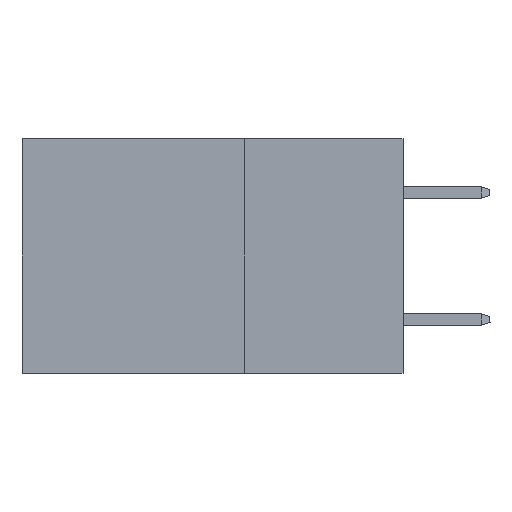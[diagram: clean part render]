
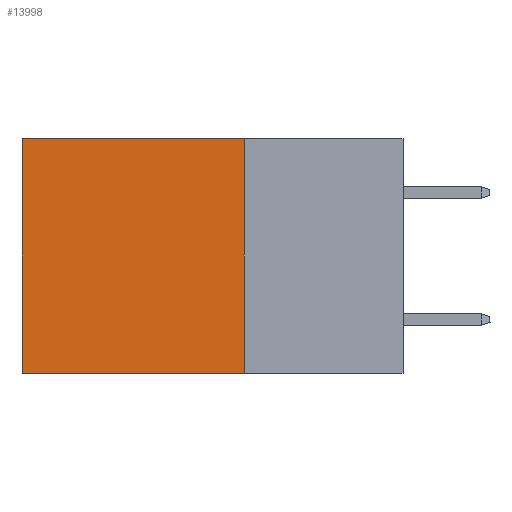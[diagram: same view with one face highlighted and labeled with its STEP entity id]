
A CAD part, left-side view. The second image highlights one B-rep face of the part: STEP entity #13998.
In plain terms, the highlighted planar face has unit normal (-1, 0, 0).
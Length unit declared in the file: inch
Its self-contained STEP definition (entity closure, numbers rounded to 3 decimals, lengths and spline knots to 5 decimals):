
#376 = CARTESIAN_POINT ( 'NONE',  ( 0.2875, 0.6, -0.37 ) ) ;
#453 = VECTOR ( 'NONE', #15916, 39.37008 ) ;
#457 = VERTEX_POINT ( 'NONE', #15493 ) ;
#543 = CARTESIAN_POINT ( 'NONE',  ( 0.2875, 0.25, -0.37 ) ) ;
#2830 = LINE ( 'NONE', #9542, #453 ) ;
#4175 = DIRECTION ( 'NONE',  ( 1., 0., 0. ) ) ;
#4649 = LINE ( 'NONE', #543, #16805 ) ;
#4828 = AXIS2_PLACEMENT_3D ( 'NONE', #9464, #4175, #14794 ) ;
#5260 = CARTESIAN_POINT ( 'NONE',  ( 0.2875, 0.6, 0. ) ) ;
#5691 = LINE ( 'NONE', #12207, #11328 ) ;
#6679 = ORIENTED_EDGE ( 'NONE', *, *, #10819, .T. ) ;
#6887 = PLANE ( 'NONE',  #4828 ) ;
#6921 = ORIENTED_EDGE ( 'NONE', *, *, #7808, .F. ) ;
#7808 = EDGE_CURVE ( 'NONE', #17153, #14108, #4649, .T. ) ;
#8017 = EDGE_CURVE ( 'NONE', #457, #17153, #11860, .T. ) ;
#8405 = DIRECTION ( 'NONE',  ( 0., 0., -1. ) ) ;
#9464 = CARTESIAN_POINT ( 'NONE',  ( 0.2875, 0.25, 0. ) ) ;
#9542 = CARTESIAN_POINT ( 'NONE',  ( 0.2875, 0.6, 0. ) ) ;
#9967 = VERTEX_POINT ( 'NONE', #5260 ) ;
#10043 = DIRECTION ( 'NONE',  ( 0., 1., 0. ) ) ;
#10683 = EDGE_LOOP ( 'NONE', ( #6679, #6921, #15433, #15659 ) ) ;
#10819 = EDGE_CURVE ( 'NONE', #9967, #14108, #2830, .T. ) ;
#10842 = CARTESIAN_POINT ( 'NONE',  ( 0.2875, 0.25, -0.37 ) ) ;
#10945 = FACE_OUTER_BOUND ( 'NONE', #10683, .T. ) ;
#11328 = VECTOR ( 'NONE', #15000, 39.37008 ) ;
#11860 = LINE ( 'NONE', #14980, #12845 ) ;
#12207 = CARTESIAN_POINT ( 'NONE',  ( 0.2875, 0.25, 0. ) ) ;
#12845 = VECTOR ( 'NONE', #8405, 39.37008 ) ;
#13208 = EDGE_CURVE ( 'NONE', #457, #9967, #5691, .T. ) ;
#13998 = ADVANCED_FACE ( 'NONE', ( #10945 ), #6887, .F. ) ;
#14108 = VERTEX_POINT ( 'NONE', #376 ) ;
#14794 = DIRECTION ( 'NONE',  ( 0., 0., -1. ) ) ;
#14980 = CARTESIAN_POINT ( 'NONE',  ( 0.2875, 0.25, 0. ) ) ;
#15000 = DIRECTION ( 'NONE',  ( 0., 1., 0. ) ) ;
#15433 = ORIENTED_EDGE ( 'NONE', *, *, #8017, .F. ) ;
#15493 = CARTESIAN_POINT ( 'NONE',  ( 0.2875, 0.25, 0. ) ) ;
#15659 = ORIENTED_EDGE ( 'NONE', *, *, #13208, .T. ) ;
#15916 = DIRECTION ( 'NONE',  ( 0., 0., -1. ) ) ;
#16805 = VECTOR ( 'NONE', #10043, 39.37008 ) ;
#17153 = VERTEX_POINT ( 'NONE', #10842 ) ;
